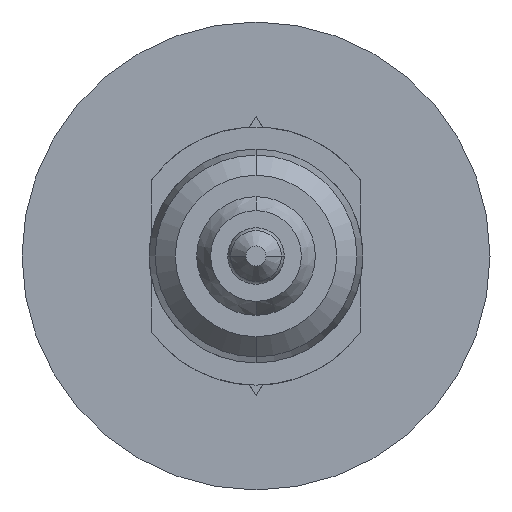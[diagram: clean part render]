
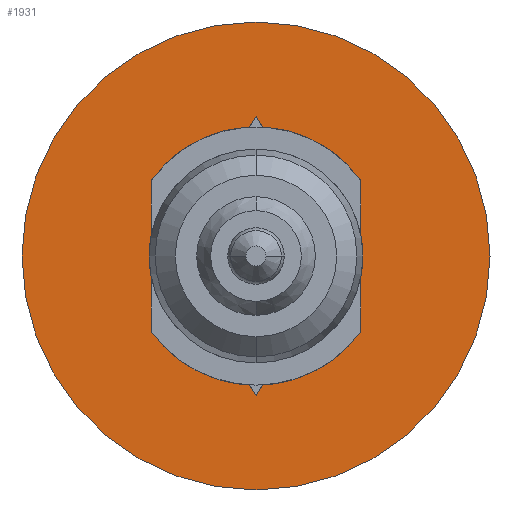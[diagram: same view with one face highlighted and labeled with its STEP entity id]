
A CAD part, front view. The second image highlights one B-rep face of the part: STEP entity #1931.
In plain terms, the highlighted planar face has unit normal (0, -1, 0).
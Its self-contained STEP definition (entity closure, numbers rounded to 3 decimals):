
#161 = FACE_OUTER_BOUND ( 'NONE', #1659, .T. ) ;
#181 = CARTESIAN_POINT ( 'NONE',  ( -1.08, 33.4, 0. ) ) ;
#549 = CARTESIAN_POINT ( 'NONE',  ( 1.08, 33.4, 0. ) ) ;
#616 = AXIS2_PLACEMENT_3D ( 'NONE', #3494, #4786, #2685 ) ;
#650 = CARTESIAN_POINT ( 'NONE',  ( 0., 33.4, 0. ) ) ;
#666 = DIRECTION ( 'NONE',  ( 0., 0., -1. ) ) ;
#873 = ORIENTED_EDGE ( 'NONE', *, *, #1150, .F. ) ;
#1150 = EDGE_CURVE ( 'Defeature ausgef�hrt1_43+Defeature ausgef�hrt1_39+Defeature ausgef�hrt1_44+Defeature ausgef�hrt1_42', #4629, #4753, #1395, .T. ) ;
#1316 = LINE ( 'NONE', #5213, #1521 ) ;
#1395 = LINE ( 'NONE', #2422, #5070 ) ;
#1455 = EDGE_CURVE ( 'Defeature ausgef�hrt1_45+Defeature ausgef�hrt1_39+Defeature ausgef�hrt1_42+Defeature ausgef�hrt1_44', #3036, #5355, #4040, .T. ) ;
#1481 = CARTESIAN_POINT ( 'NONE',  ( 0., 33.4, 0. ) ) ;
#1499 = DIRECTION ( 'NONE',  ( -0.53, 0., -0.848 ) ) ;
#1508 = EDGE_CURVE ( 'Defeature ausgef�hrt1_44+Defeature ausgef�hrt1_39+Defeature ausgef�hrt1_45+Defeature ausgef�hrt1_43', #5355, #4629, #1316, .T. ) ;
#1521 = VECTOR ( 'NONE', #3624, 1000. ) ;
#1659 = EDGE_LOOP ( 'NONE', ( #4353, #1791 ) ) ;
#1791 = ORIENTED_EDGE ( 'NONE', *, *, #5347, .T. ) ;
#1931 = ADVANCED_FACE ( 'Defeature ausgef�hrt1_39', ( #5005, #161 ), #4024, .T. ) ;
#2037 = CARTESIAN_POINT ( 'NONE',  ( 0., 33.4, -1.728 ) ) ;
#2362 = AXIS2_PLACEMENT_3D ( 'NONE', #650, #5250, #4445 ) ;
#2390 = VERTEX_POINT ( 'NONE', #4744 ) ;
#2422 = CARTESIAN_POINT ( 'NONE',  ( 0., 33.4, -1.728 ) ) ;
#2431 = DIRECTION ( 'NONE',  ( -0.53, 0., 0.848 ) ) ;
#2484 = CARTESIAN_POINT ( 'NONE',  ( 1.08, 33.4, 0. ) ) ;
#2685 = DIRECTION ( 'NONE',  ( 0., 0., -1. ) ) ;
#2713 = ORIENTED_EDGE ( 'NONE', *, *, #1455, .F. ) ;
#2765 = AXIS2_PLACEMENT_3D ( 'NONE', #1481, #4451, #666 ) ;
#2957 = CARTESIAN_POINT ( 'NONE',  ( -2.9, 33.4, 0. ) ) ;
#3036 = VERTEX_POINT ( 'NONE', #3239 ) ;
#3078 = CIRCLE ( 'NONE', #2765, 2.9 ) ;
#3186 = VECTOR ( 'NONE', #1499, 1000. ) ;
#3203 = DIRECTION ( 'NONE',  ( 0.53, 0., 0.848 ) ) ;
#3239 = CARTESIAN_POINT ( 'NONE',  ( 0., 33.4, 1.728 ) ) ;
#3276 = ORIENTED_EDGE ( 'NONE', *, *, #5108, .F. ) ;
#3449 = EDGE_LOOP ( 'NONE', ( #873, #4579, #2713, #3276 ) ) ;
#3494 = CARTESIAN_POINT ( 'NONE',  ( 0., 33.4, 0. ) ) ;
#3624 = DIRECTION ( 'NONE',  ( 0.53, 0., -0.848 ) ) ;
#4013 = EDGE_CURVE ( 'Defeature ausgef�hrt1_39+Defeature ausgef�hrt1_48+Defeature ausgef�hrt1_48+Defeature ausgef�hrt1_48', #4174, #2390, #3078, .T. ) ;
#4024 = PLANE ( 'NONE',  #2362 ) ;
#4040 = LINE ( 'NONE', #4870, #3186 ) ;
#4061 = CIRCLE ( 'NONE', #616, 2.9 ) ;
#4174 = VERTEX_POINT ( 'NONE', #2957 ) ;
#4353 = ORIENTED_EDGE ( 'NONE', *, *, #4013, .T. ) ;
#4445 = DIRECTION ( 'NONE',  ( 0., 0., -1. ) ) ;
#4451 = DIRECTION ( 'NONE',  ( 0., -1., 0. ) ) ;
#4579 = ORIENTED_EDGE ( 'NONE', *, *, #1508, .F. ) ;
#4629 = VERTEX_POINT ( 'NONE', #2037 ) ;
#4744 = CARTESIAN_POINT ( 'NONE',  ( 2.9, 33.4, 0. ) ) ;
#4753 = VERTEX_POINT ( 'NONE', #549 ) ;
#4781 = VECTOR ( 'NONE', #2431, 1000. ) ;
#4786 = DIRECTION ( 'NONE',  ( 0., -1., 0. ) ) ;
#4870 = CARTESIAN_POINT ( 'NONE',  ( 0., 33.4, 1.728 ) ) ;
#5005 = FACE_BOUND ( 'NONE', #3449, .T. ) ;
#5028 = LINE ( 'NONE', #2484, #4781 ) ;
#5070 = VECTOR ( 'NONE', #3203, 1000. ) ;
#5108 = EDGE_CURVE ( 'Defeature ausgef�hrt1_42+Defeature ausgef�hrt1_39+Defeature ausgef�hrt1_43+Defeature ausgef�hrt1_45', #4753, #3036, #5028, .T. ) ;
#5213 = CARTESIAN_POINT ( 'NONE',  ( -1.08, 33.4, 0. ) ) ;
#5250 = DIRECTION ( 'NONE',  ( 0., -1., 0. ) ) ;
#5347 = EDGE_CURVE ( 'Defeature ausgef�hrt1_39+Defeature ausgef�hrt1_48+Defeature ausgef�hrt1_48+Defeature ausgef�hrt1_48', #2390, #4174, #4061, .T. ) ;
#5355 = VERTEX_POINT ( 'NONE', #181 ) ;
